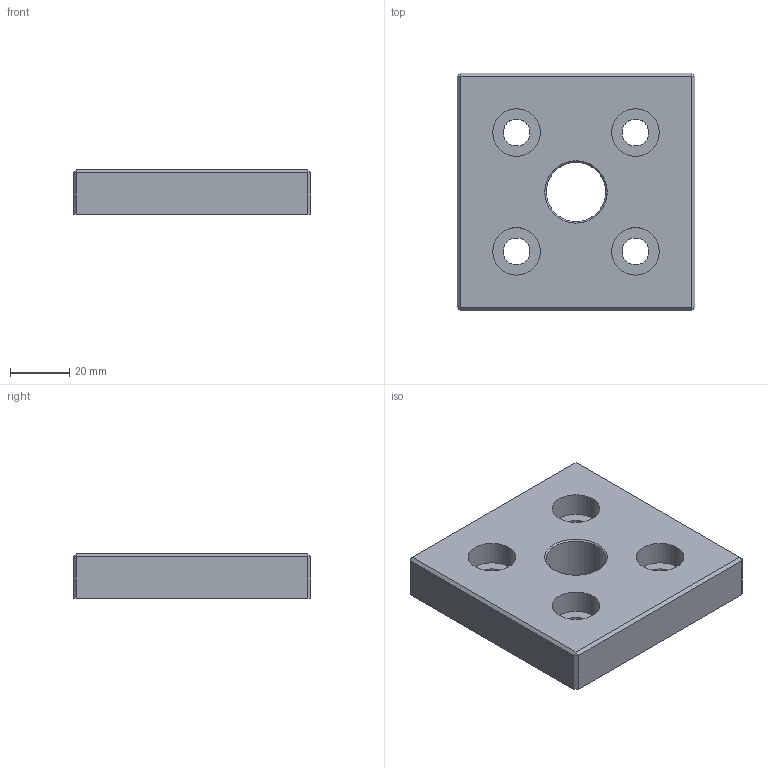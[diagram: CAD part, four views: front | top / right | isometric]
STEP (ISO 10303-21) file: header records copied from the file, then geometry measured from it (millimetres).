
FILE_DESCRIPTION(/* description */ (''),/* implementation_level */ '2;1');
FILE_NAME(/* name */ 'ABP 8080 M20.stp',/* time_stamp */ '2016-10-14T11:14:32+01:00',/* author */ ('kevin'),/* organization */ (''),/* preprocessor_version */ 'ST-DEVELOPER v15.2',/* originating_system */ 'Autodesk Inventor 2014',/* authorisation */ '');
FILE_SCHEMA (('AUTOMOTIVE_DESIGN { 1 0 10303 214 3 1 1 }'));
Length unit declared in the file: millimetre
Products named in the file (1): ABP 80x80 M20
Bounding box: 80 x 80 x 15 mm (x, y, z)
Volume: 82877 mm3; surface area: 19561.2 mm2
Topology: 1 solids, 1 shells, 32 faces, 65 edges, 39 vertices
Faces by surface type: plane 22, cylinder 9, cone 1
Full cylindrical faces by diameter (mm): 9 x4, 16 x4, 20 x1
Entity records: 818 total; most frequent: DIRECTION 140, CARTESIAN_POINT 127, ORIENTED_EDGE 110, EDGE_LOOP 56, EDGE_CURVE 55, AXIS2_PLACEMENT_3D 52, VERTEX_POINT 39, LINE 36
